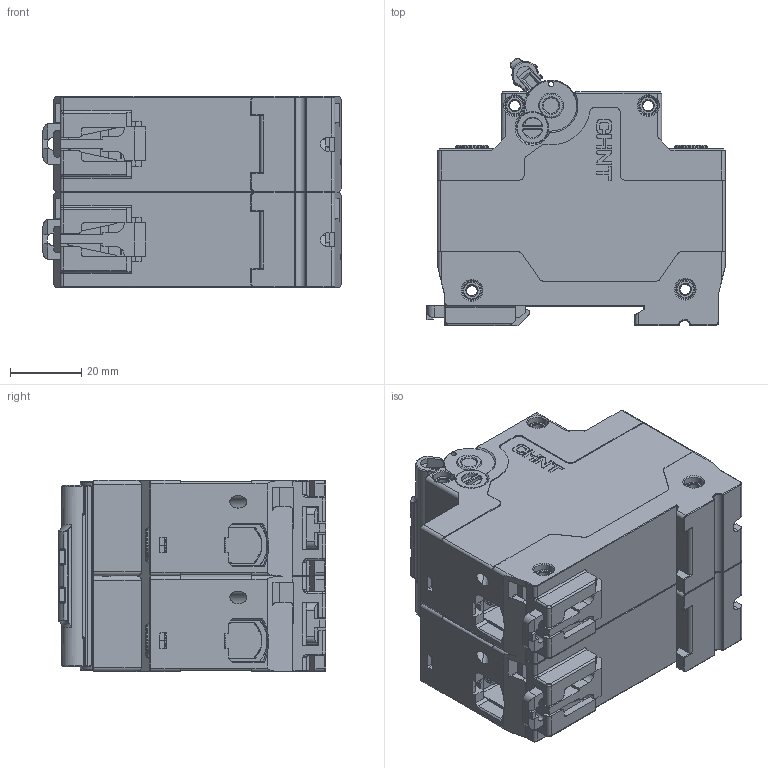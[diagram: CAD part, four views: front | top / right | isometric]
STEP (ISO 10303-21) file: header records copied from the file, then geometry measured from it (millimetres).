
FILE_DESCRIPTION((''),'2;1');
FILE_NAME('NXB-125_2P2020100001','2023-07-12T17:13:38',('liqj'),(''),'CREO PARAMETRIC BY PTC INC, 2020044','CREO PARAMETRIC BY PTC INC, 2020044','');
FILE_SCHEMA(('CONFIG_CONTROL_DESIGN','SHAPE_APPEARANCE_LAYERS_GROUPS'));
Products named in the file (1): NXB-125_2P2020100001
Bounding box: 83.55 x 74.96 x 53.6 mm (x, y, z)
Surface area: 89434.5 mm2 (no closed solid volume)
Topology: 0 solids, 26 shells, 4312 faces, 12231 edges, 7852 vertices
Faces by surface type: plane 2168, cylinder 1260, bspline 291, torus 277, cone 168, sphere 136, extrusion 12
Entity records: 173447 total; most frequent: CARTESIAN_POINT 43069, ORIENTED_EDGE 24230, DIRECTION 21867, EDGE_CURVE 12123, VERTEX_POINT 7852, AXIS2_PLACEMENT_3D 7405, VECTOR 7057, LINE 7045
